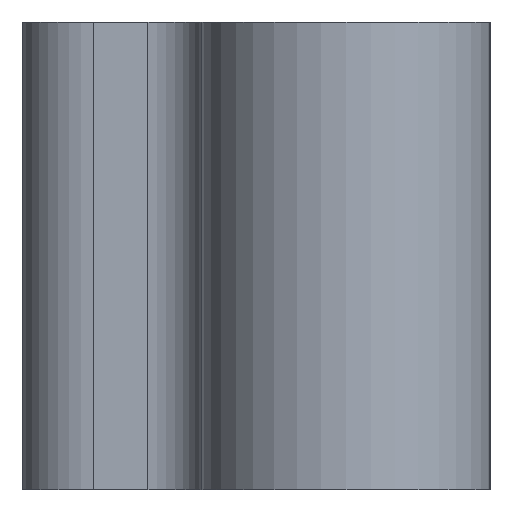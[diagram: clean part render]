
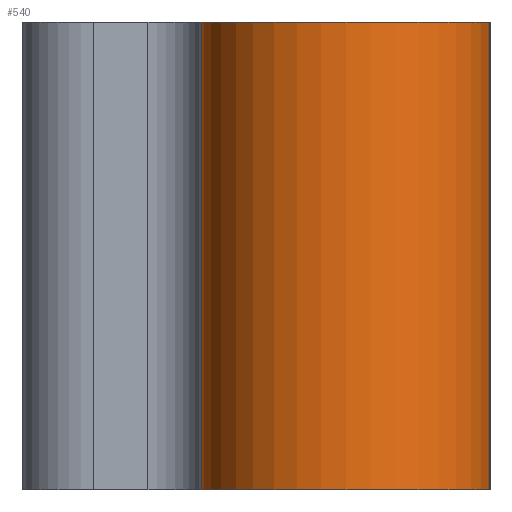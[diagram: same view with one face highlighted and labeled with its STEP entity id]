
A CAD part, left-side view. The second image highlights one B-rep face of the part: STEP entity #540.
In plain terms, the highlighted cylindrical face has radius 4 mm (diameter 8 mm), a partial arc.
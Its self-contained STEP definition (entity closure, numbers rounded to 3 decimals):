
#62=FACE_OUTER_BOUND('',#95,.T.);
#95=EDGE_LOOP('',(#471,#472,#473,#474));
#121=LINE('',#880,#165);
#143=LINE('',#940,#187);
#165=VECTOR('',#711,10.);
#187=VECTOR('',#779,10.);
#202=CIRCLE('',#583,4.);
#220=CIRCLE('',#620,4.);
#239=VERTEX_POINT('',#836);
#240=VERTEX_POINT('',#838);
#257=VERTEX_POINT('',#878);
#272=VERTEX_POINT('',#938);
#295=EDGE_CURVE('',#239,#240,#202,.T.);
#316=EDGE_CURVE('',#257,#239,#121,.T.);
#346=EDGE_CURVE('',#272,#240,#143,.T.);
#347=EDGE_CURVE('',#257,#272,#220,.T.);
#471=ORIENTED_EDGE('',*,*,#347,.T.);
#472=ORIENTED_EDGE('',*,*,#346,.T.);
#473=ORIENTED_EDGE('',*,*,#295,.F.);
#474=ORIENTED_EDGE('',*,*,#316,.F.);
#514=CYLINDRICAL_SURFACE('',#619,4.);
#540=ADVANCED_FACE('',(#62),#514,.T.);
#583=AXIS2_PLACEMENT_3D('',#839,#674,#675);
#619=AXIS2_PLACEMENT_3D('',#941,#780,#781);
#620=AXIS2_PLACEMENT_3D('',#942,#782,#783);
#674=DIRECTION('center_axis',(0.,0.,1.));
#675=DIRECTION('ref_axis',(0.,1.,0.));
#711=DIRECTION('',(0.,0.,1.));
#779=DIRECTION('',(0.,0.,1.));
#780=DIRECTION('center_axis',(0.,0.,1.));
#781=DIRECTION('ref_axis',(0.,1.,0.));
#782=DIRECTION('center_axis',(0.,0.,1.));
#783=DIRECTION('ref_axis',(0.,1.,0.));
#836=CARTESIAN_POINT('',(4.,8.,13.));
#838=CARTESIAN_POINT('',(4.,0.,13.));
#839=CARTESIAN_POINT('Origin',(4.,4.,13.));
#878=CARTESIAN_POINT('',(4.,8.,0.));
#880=CARTESIAN_POINT('',(4.,8.,0.));
#938=CARTESIAN_POINT('',(4.,0.,0.));
#940=CARTESIAN_POINT('',(4.,0.,0.));
#941=CARTESIAN_POINT('Origin',(4.,4.,0.));
#942=CARTESIAN_POINT('Origin',(4.,4.,0.));
